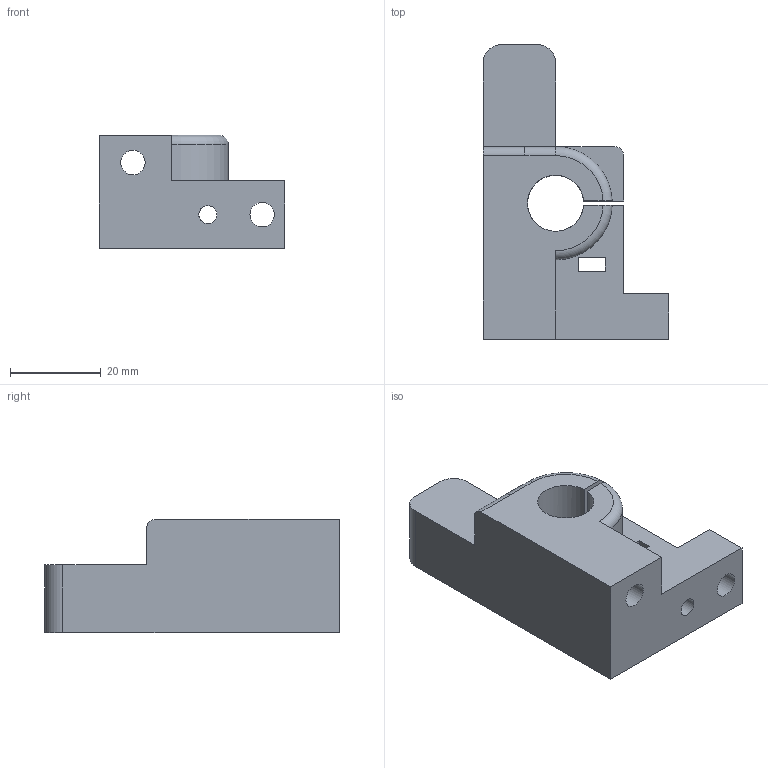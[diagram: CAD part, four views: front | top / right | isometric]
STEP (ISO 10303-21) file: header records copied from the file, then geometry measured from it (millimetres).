
FILE_DESCRIPTION(('FreeCAD Model'),'2;1');
FILE_NAME('foot_R.step' ,'2015-03-04T11:10:24',('Author'),(''), 'Open CASCADE STEP processor 6.7','FreeCAD','Unknown');
FILE_SCHEMA(('AUTOMOTIVE_DESIGN_CC2 { 1 2 10303 214 -1 1 5 4 }'));
Length unit declared in the file: millimetre
Products named in the file (1): foot_R001
Bounding box: 41 x 65 x 25 mm (x, y, z)
Volume: 30587 mm3; surface area: 10393 mm2
Topology: 1 solids, 1 shells, 37 faces, 116 edges, 78 vertices
Faces by surface type: plane 22, cylinder 12, torus 2, bspline 1
Full cylindrical faces by diameter (mm): 4 x3, 5.4 x2
Entity records: 3797 total; most frequent: CARTESIAN_POINT 1577, DIRECTION 372, ORIENTED_EDGE 232, PCURVE 232, DEFINITIONAL_REPRESENTATION 232, LINE 211, VECTOR 211, EDGE_CURVE 116
